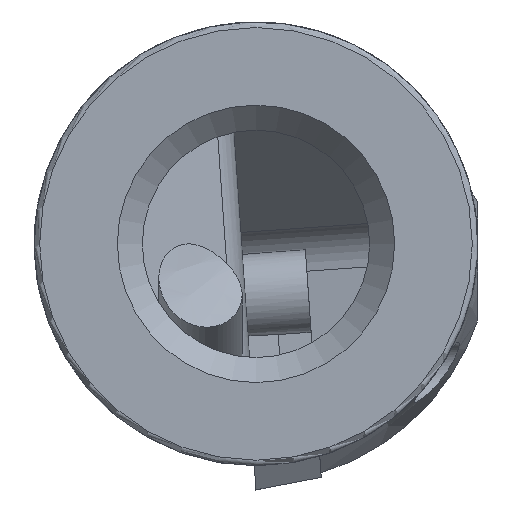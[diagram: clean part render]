
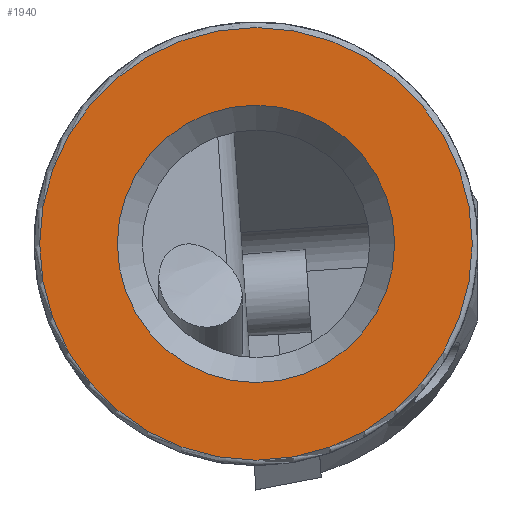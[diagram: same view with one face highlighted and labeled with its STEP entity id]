
A CAD part, left-side view. The second image highlights one B-rep face of the part: STEP entity #1940.
In plain terms, the highlighted planar face has unit normal (-1, 0, 0).
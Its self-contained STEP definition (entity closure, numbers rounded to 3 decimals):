
#518 = EDGE_CURVE ( 'NONE', #1892, #1892, #1089, .T. ) ;
#519 = DIRECTION ( 'NONE',  ( -1., 0., 0. ) ) ;
#865 = CARTESIAN_POINT ( 'NONE',  ( -27., 0., 1.075 ) ) ;
#871 = CARTESIAN_POINT ( 'NONE',  ( -27., 0., 8.875 ) ) ;
#891 = FACE_BOUND ( 'NONE', #1274, .T. ) ;
#950 = ORIENTED_EDGE ( 'NONE', *, *, #2591, .F. ) ;
#1055 = PLANE ( 'NONE',  #2245 ) ;
#1089 = CIRCLE ( 'NONE', #2580, 7.8 ) ;
#1124 = VERTEX_POINT ( 'NONE', #2884 ) ;
#1133 = DIRECTION ( 'NONE',  ( 0., 0., 1. ) ) ;
#1258 = DIRECTION ( 'NONE',  ( 0., 0., -1. ) ) ;
#1274 = EDGE_LOOP ( 'NONE', ( #950 ) ) ;
#1301 = CARTESIAN_POINT ( 'NONE',  ( -27., 0., 0.875 ) ) ;
#1790 = DIRECTION ( 'NONE',  ( 0., 0., -1. ) ) ;
#1802 = CARTESIAN_POINT ( 'NONE',  ( -27., 0., 8.875 ) ) ;
#1866 = EDGE_LOOP ( 'NONE', ( #2021 ) ) ;
#1892 = VERTEX_POINT ( 'NONE', #865 ) ;
#1940 = ADVANCED_FACE ( 'NONE', ( #3065, #891 ), #1055, .F. ) ;
#2021 = ORIENTED_EDGE ( 'NONE', *, *, #518, .T. ) ;
#2099 = CIRCLE ( 'NONE', #3030, 5. ) ;
#2245 = AXIS2_PLACEMENT_3D ( 'NONE', #1301, #2783, #1258 ) ;
#2580 = AXIS2_PLACEMENT_3D ( 'NONE', #1802, #519, #1790 ) ;
#2591 = EDGE_CURVE ( 'NONE', #1124, #1124, #2099, .T. ) ;
#2658 = DIRECTION ( 'NONE',  ( -1., 0., 0. ) ) ;
#2783 = DIRECTION ( 'NONE',  ( 1., 0., 0. ) ) ;
#2884 = CARTESIAN_POINT ( 'NONE',  ( -27., 0., 13.875 ) ) ;
#3030 = AXIS2_PLACEMENT_3D ( 'NONE', #871, #2658, #1133 ) ;
#3065 = FACE_OUTER_BOUND ( 'NONE', #1866, .T. ) ;
